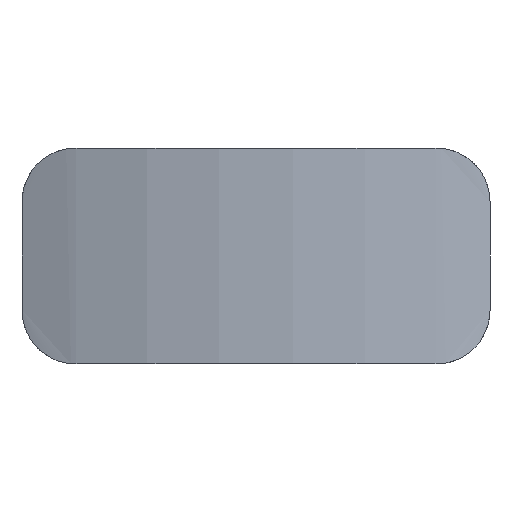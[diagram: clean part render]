
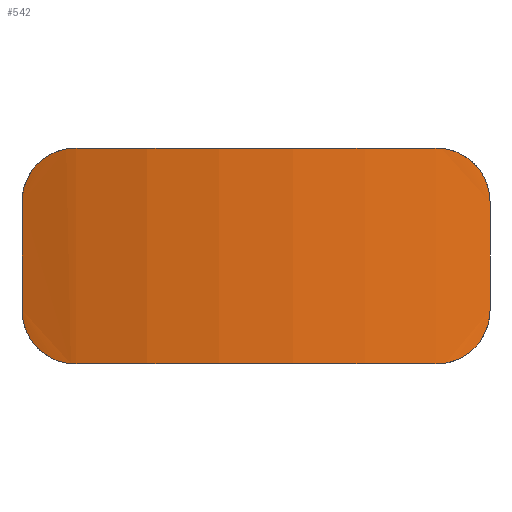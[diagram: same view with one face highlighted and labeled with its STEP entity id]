
A CAD part, left-side view. The second image highlights one B-rep face of the part: STEP entity #542.
In plain terms, the highlighted cylindrical face has radius 33.541 mm (diameter 67.082 mm), a partial arc.
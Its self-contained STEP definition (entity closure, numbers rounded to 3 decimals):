
#56=FACE_OUTER_BOUND('',#86,.T.);
#86=EDGE_LOOP('',(#469,#470,#471,#472,#473,#474,#475,#476));
#94=B_SPLINE_CURVE_WITH_KNOTS('',3,(#806,#807,#808,#809,#810,#811,#812,
#813,#814,#815),.UNSPECIFIED.,.F.,.F.,(4,2,2,2,4),(0.927,1.041,
1.156,1.275,1.393),.UNSPECIFIED.);
#96=B_SPLINE_CURVE_WITH_KNOTS('',3,(#917,#918,#919,#920,#921,#922,#923,
#924,#925,#926),.UNSPECIFIED.,.F.,.F.,(4,2,2,2,4),(0.,0.113,
0.226,0.346,0.466),.UNSPECIFIED.);
#97=B_SPLINE_CURVE_WITH_KNOTS('',3,(#938,#939,#940,#941,#942,#943,#944,
#945,#946,#947),.UNSPECIFIED.,.F.,.F.,(4,2,2,2,4),(0.46,0.58,
0.701,0.814,0.927),.UNSPECIFIED.);
#98=B_SPLINE_CURVE_WITH_KNOTS('',3,(#954,#955,#956,#957,#958,#959,#960,
#961,#962,#963),.UNSPECIFIED.,.F.,.F.,(4,2,2,2,4),(-0.466,-0.346,
-0.226,-0.113,0.),.UNSPECIFIED.);
#139=LINE('',#935,#187);
#141=LINE('',#950,#189);
#187=VECTOR('',#737,10.);
#189=VECTOR('',#743,10.);
#215=CIRCLE('',#600,33.541);
#216=CIRCLE('',#606,33.541);
#229=VERTEX_POINT('',#803);
#230=VERTEX_POINT('',#805);
#263=VERTEX_POINT('',#915);
#264=VERTEX_POINT('',#916);
#265=VERTEX_POINT('',#930);
#266=VERTEX_POINT('',#934);
#267=VERTEX_POINT('',#949);
#268=VERTEX_POINT('',#953);
#284=EDGE_CURVE('',#230,#229,#94,.T.);
#331=EDGE_CURVE('',#263,#264,#96,.T.);
#334=EDGE_CURVE('',#264,#265,#215,.T.);
#336=EDGE_CURVE('',#266,#230,#139,.T.);
#338=EDGE_CURVE('',#265,#266,#97,.T.);
#339=EDGE_CURVE('',#267,#263,#141,.T.);
#341=EDGE_CURVE('',#268,#267,#98,.T.);
#343=EDGE_CURVE('',#229,#268,#216,.T.);
#469=ORIENTED_EDGE('',*,*,#284,.T.);
#470=ORIENTED_EDGE('',*,*,#343,.T.);
#471=ORIENTED_EDGE('',*,*,#341,.T.);
#472=ORIENTED_EDGE('',*,*,#339,.T.);
#473=ORIENTED_EDGE('',*,*,#331,.T.);
#474=ORIENTED_EDGE('',*,*,#334,.T.);
#475=ORIENTED_EDGE('',*,*,#338,.T.);
#476=ORIENTED_EDGE('',*,*,#336,.T.);
#516=CYLINDRICAL_SURFACE('',#605,33.541);
#542=ADVANCED_FACE('',(#56),#516,.T.);
#600=AXIS2_PLACEMENT_3D('',#931,#732,#733);
#605=AXIS2_PLACEMENT_3D('',#965,#748,#749);
#606=AXIS2_PLACEMENT_3D('',#966,#750,#751);
#732=DIRECTION('center_axis',(0.,0.,-1.));
#733=DIRECTION('ref_axis',(-1.,0.,0.));
#737=DIRECTION('',(0.,0.,-1.));
#743=DIRECTION('',(0.,0.,1.));
#748=DIRECTION('center_axis',(0.,0.,-1.));
#749=DIRECTION('ref_axis',(-1.,0.,0.));
#750=DIRECTION('center_axis',(0.,0.,1.));
#751=DIRECTION('ref_axis',(-1.,0.,0.));
#803=CARTESIAN_POINT('',(-32.016,10.,-3.));
#805=CARTESIAN_POINT('',(-30.919,13.,0.));
#806=CARTESIAN_POINT('Ctrl Pts',(-30.919,13.,0.));
#807=CARTESIAN_POINT('Ctrl Pts',(-30.919,13.,-0.383));
#808=CARTESIAN_POINT('Ctrl Pts',(-30.952,12.922,-0.788));
#809=CARTESIAN_POINT('Ctrl Pts',(-31.079,12.613,-1.527));
#810=CARTESIAN_POINT('Ctrl Pts',(-31.173,12.382,-1.86));
#811=CARTESIAN_POINT('Ctrl Pts',(-31.378,11.852,-2.39));
#812=CARTESIAN_POINT('Ctrl Pts',(-31.505,11.515,-2.62));
#813=CARTESIAN_POINT('Ctrl Pts',(-31.765,10.777,-2.925));
#814=CARTESIAN_POINT('Ctrl Pts',(-31.898,10.376,-3.));
#815=CARTESIAN_POINT('Ctrl Pts',(-32.016,10.,-3.));
#915=CARTESIAN_POINT('',(-30.919,-13.,6.));
#916=CARTESIAN_POINT('',(-32.016,-10.,9.));
#917=CARTESIAN_POINT('Ctrl Pts',(-30.919,-13.,6.));
#918=CARTESIAN_POINT('Ctrl Pts',(-30.919,-13.,6.377));
#919=CARTESIAN_POINT('Ctrl Pts',(-30.951,-12.925,6.776));
#920=CARTESIAN_POINT('Ctrl Pts',(-31.075,-12.625,7.505));
#921=CARTESIAN_POINT('Ctrl Pts',(-31.166,-12.401,7.835));
#922=CARTESIAN_POINT('Ctrl Pts',(-31.369,-11.877,8.372));
#923=CARTESIAN_POINT('Ctrl Pts',(-31.497,-11.536,8.609));
#924=CARTESIAN_POINT('Ctrl Pts',(-31.761,-10.789,8.923));
#925=CARTESIAN_POINT('Ctrl Pts',(-31.896,-10.382,9.));
#926=CARTESIAN_POINT('Ctrl Pts',(-32.016,-10.,9.));
#930=CARTESIAN_POINT('',(-32.016,10.,9.));
#931=CARTESIAN_POINT('Origin',(0.,0.,9.));
#934=CARTESIAN_POINT('',(-30.919,13.,6.));
#935=CARTESIAN_POINT('',(-30.919,13.,14.151));
#938=CARTESIAN_POINT('Ctrl Pts',(-32.016,10.,9.));
#939=CARTESIAN_POINT('Ctrl Pts',(-31.896,10.382,9.));
#940=CARTESIAN_POINT('Ctrl Pts',(-31.761,10.789,8.923));
#941=CARTESIAN_POINT('Ctrl Pts',(-31.497,11.536,8.609));
#942=CARTESIAN_POINT('Ctrl Pts',(-31.369,11.877,8.372));
#943=CARTESIAN_POINT('Ctrl Pts',(-31.166,12.401,7.835));
#944=CARTESIAN_POINT('Ctrl Pts',(-31.075,12.625,7.505));
#945=CARTESIAN_POINT('Ctrl Pts',(-30.951,12.925,6.776));
#946=CARTESIAN_POINT('Ctrl Pts',(-30.919,13.,6.377));
#947=CARTESIAN_POINT('Ctrl Pts',(-30.919,13.,6.));
#949=CARTESIAN_POINT('',(-30.919,-13.,0.));
#950=CARTESIAN_POINT('',(-30.919,-13.,14.151));
#953=CARTESIAN_POINT('',(-32.016,-10.,-3.));
#954=CARTESIAN_POINT('Ctrl Pts',(-32.016,-10.,-3.));
#955=CARTESIAN_POINT('Ctrl Pts',(-31.896,-10.382,-3.));
#956=CARTESIAN_POINT('Ctrl Pts',(-31.761,-10.789,-2.923));
#957=CARTESIAN_POINT('Ctrl Pts',(-31.497,-11.536,-2.609));
#958=CARTESIAN_POINT('Ctrl Pts',(-31.369,-11.877,-2.372));
#959=CARTESIAN_POINT('Ctrl Pts',(-31.166,-12.401,-1.835));
#960=CARTESIAN_POINT('Ctrl Pts',(-31.075,-12.625,-1.505));
#961=CARTESIAN_POINT('Ctrl Pts',(-30.951,-12.925,-0.776));
#962=CARTESIAN_POINT('Ctrl Pts',(-30.919,-13.,-0.377));
#963=CARTESIAN_POINT('Ctrl Pts',(-30.919,-13.,0.));
#965=CARTESIAN_POINT('Origin',(0.,0.,14.151));
#966=CARTESIAN_POINT('Origin',(0.,0.,-3.));
